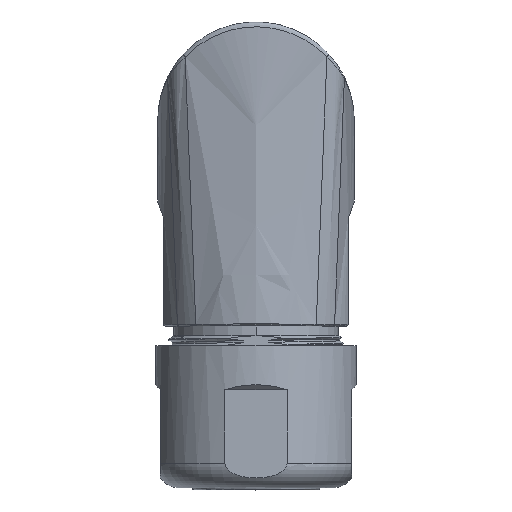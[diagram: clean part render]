
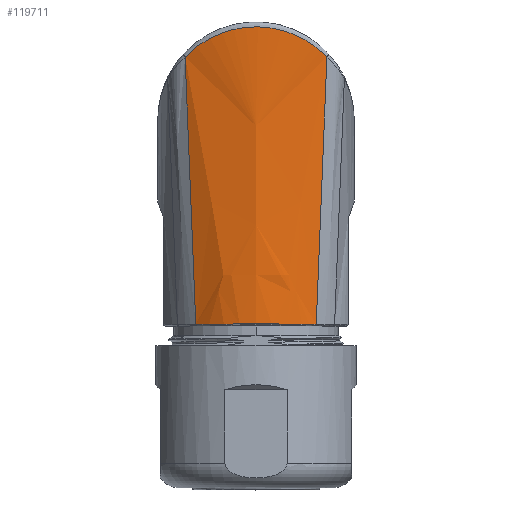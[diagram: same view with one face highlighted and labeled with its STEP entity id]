
A CAD part, top view. The second image highlights one B-rep face of the part: STEP entity #119711.
In plain terms, the highlighted free-form (B-spline) face has degree [3, 3] with [7, 4] control points.
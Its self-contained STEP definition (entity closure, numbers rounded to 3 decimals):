
#42596=CARTESIAN_POINT('',(-6.137,-20.813,
7.91));
#42597=CARTESIAN_POINT('',(-5.705,-20.811,
8.244));
#42598=CARTESIAN_POINT('',(-4.784,-20.808,
8.842));
#42599=CARTESIAN_POINT('',(-3.267,-20.805,
9.505));
#42600=CARTESIAN_POINT('',(-1.657,-20.803,
9.911));
#42601=CARTESIAN_POINT('',(0.001,-20.803,
10.048));
#42602=CARTESIAN_POINT('',(1.658,-20.803,
9.911));
#42603=CARTESIAN_POINT('',(3.268,-20.805,
9.504));
#42604=CARTESIAN_POINT('',(4.785,-20.808,
8.841));
#42605=CARTESIAN_POINT('',(5.705,-20.811,
8.243));
#42606=CARTESIAN_POINT('',(6.137,-20.813,
7.91));
#42713=CARTESIAN_POINT('',(-7.228,6.419,
9.231));
#42715=DIRECTION('',(0.04,-0.998,-0.048));
#42716=VECTOR('',#42715,27.286);
#42717=CARTESIAN_POINT('',(-7.228,6.419,
9.231));
#42718=LINE('',#42717,#42716);
#42719=CARTESIAN_POINT('',(-7.228,6.419,
9.231));
#42720=CARTESIAN_POINT('',(-6.317,7.369,
9.593));
#42721=CARTESIAN_POINT('',(-4.089,8.923,
10.218));
#42722=CARTESIAN_POINT('',(0.,9.777,
10.564));
#42723=CARTESIAN_POINT('',(4.089,8.924,10.218));
#42724=CARTESIAN_POINT('',(6.317,7.37,9.593));
#42725=CARTESIAN_POINT('',(7.228,6.42,9.231));
#42727=DIRECTION('',(-0.04,-0.998,-0.048));
#42728=VECTOR('',#42727,27.287);
#42729=CARTESIAN_POINT('',(7.228,6.42,9.231));
#42730=LINE('',#42729,#42728);
#60876=CARTESIAN_POINT('',(6.137,-20.813,
7.91));
#60877=VERTEX_POINT('',#60876);
#60878=CARTESIAN_POINT('',(-6.137,-20.813,
7.91));
#60879=VERTEX_POINT('',#60878);
#60883=VERTEX_POINT('',#42713);
#60884=VERTEX_POINT('',#42725);
#119674=CARTESIAN_POINT('',(6.318,-21.419,
7.715));
#119675=CARTESIAN_POINT('',(6.766,-10.913,
8.251));
#119676=CARTESIAN_POINT('',(7.214,-0.407,
8.788));
#119677=CARTESIAN_POINT('',(7.661,10.099,
9.324));
#119678=CARTESIAN_POINT('',(6.251,-21.419,
7.771));
#119679=CARTESIAN_POINT('',(6.689,-10.913,
8.298));
#119680=CARTESIAN_POINT('',(7.128,-0.407,
8.826));
#119681=CARTESIAN_POINT('',(7.566,10.099,
9.353));
#119682=CARTESIAN_POINT('',(4.473,-21.419,
9.206));
#119683=CARTESIAN_POINT('',(4.676,-10.913,
9.5));
#119684=CARTESIAN_POINT('',(4.879,-0.407,
9.795));
#119685=CARTESIAN_POINT('',(5.082,10.099,
10.089));
#119686=CARTESIAN_POINT('',(0.,-21.419,
10.751));
#119687=CARTESIAN_POINT('',(0.,-10.913,
10.771));
#119688=CARTESIAN_POINT('',(0.,-0.407,
10.791));
#119689=CARTESIAN_POINT('',(0.,10.099,
10.811));
#119690=CARTESIAN_POINT('',(-4.473,-21.419,
9.206));
#119691=CARTESIAN_POINT('',(-4.676,-10.913,
9.5));
#119692=CARTESIAN_POINT('',(-4.879,-0.407,
9.795));
#119693=CARTESIAN_POINT('',(-5.082,10.099,
10.089));
#119694=CARTESIAN_POINT('',(-6.251,-21.419,
7.771));
#119695=CARTESIAN_POINT('',(-6.689,-10.913,
8.298));
#119696=CARTESIAN_POINT('',(-7.128,-0.407,
8.826));
#119697=CARTESIAN_POINT('',(-7.566,10.099,
9.353));
#119698=CARTESIAN_POINT('',(-6.318,-21.419,
7.715));
#119699=CARTESIAN_POINT('',(-6.766,-10.913,
8.251));
#119700=CARTESIAN_POINT('',(-7.214,-0.407,
8.788));
#119701=CARTESIAN_POINT('',(-7.661,10.099,
9.324));
#119702=B_SPLINE_SURFACE_WITH_KNOTS('',3,3,((#119674,#119675,#119676,#119677),(
#119678,#119679,#119680,#119681),(#119682,#119683,#119684,#119685),(#119686,
#119687,#119688,#119689),(#119690,#119691,#119692,#119693),(#119694,#119695,
#119696,#119697),(#119698,#119699,#119700,#119701)),.UNSPECIFIED.,.F.,.F.,.F.,
(4,1,1,1,4),(4,4),(-0.02,0.,0.5,1.,1.02),(
0.,1.),.UNSPECIFIED.);
#119704=ORIENTED_EDGE('',*,*,#119703,.T.);
#119706=ORIENTED_EDGE('',*,*,#119705,.T.);
#119707=ORIENTED_EDGE('',*,*,#119342,.F.);
#119708=ORIENTED_EDGE('',*,*,#119667,.F.);
#119709=EDGE_LOOP('',(#119704,#119706,#119707,#119708));
#119710=FACE_OUTER_BOUND('',#119709,.F.);
#42607=B_SPLINE_CURVE_WITH_KNOTS('',3,(#42596,#42597,#42598,#42599,#42600,
#42601,#42602,#42603,#42604,#42605,#42606),.UNSPECIFIED.,.F.,.F.,(4,1,1,1,1,1,1,
1,4),(0.,0.125,0.25,0.375,0.5,0.625,0.75,0.875,1.),
.UNSPECIFIED.);
#42726=B_SPLINE_CURVE_WITH_KNOTS('',3,(#42719,#42720,#42721,#42722,#42723,
#42724,#42725),.UNSPECIFIED.,.F.,.F.,(4,1,1,1,4),(0.,0.25,0.5,0.75,
1.),.UNSPECIFIED.);
#119342=EDGE_CURVE('',#60879,#60877,#42607,.T.);
#119667=EDGE_CURVE('',#60883,#60879,#42718,.T.);
#119703=EDGE_CURVE('',#60883,#60884,#42726,.T.);
#119705=EDGE_CURVE('',#60884,#60877,#42730,.T.);
#119711=ADVANCED_FACE('',(#119710),#119702,.F.);
